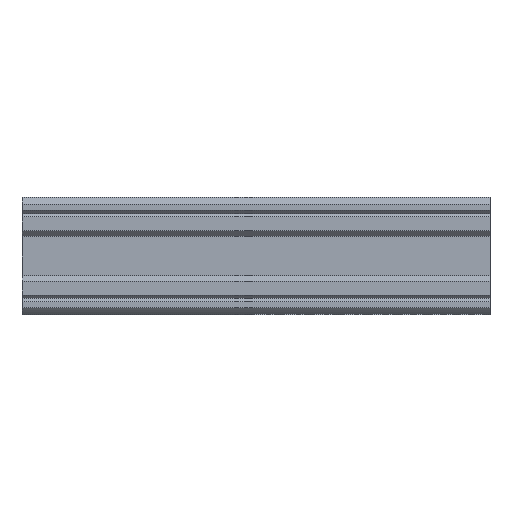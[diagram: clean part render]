
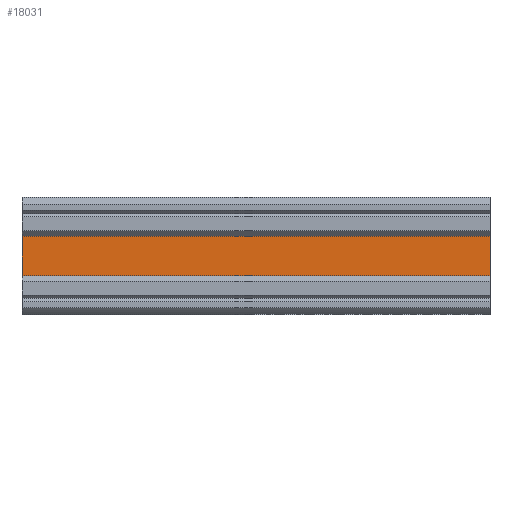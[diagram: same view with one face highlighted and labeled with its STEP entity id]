
A CAD part, left-side view. The second image highlights one B-rep face of the part: STEP entity #18031.
In plain terms, the highlighted planar face has unit normal (-1, 0, 0).
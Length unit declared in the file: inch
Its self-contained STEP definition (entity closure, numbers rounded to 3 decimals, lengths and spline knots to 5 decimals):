
#10 = CARTESIAN_POINT ( 'NONE',  ( -0.2145, 3., -0.18217 ) ) ;
#868 = VECTOR ( 'NONE', #33046, 39.37008 ) ;
#3915 = EDGE_CURVE ( 'NONE', #32792, #26788, #9434, .T. ) ;
#5037 = FACE_OUTER_BOUND ( 'NONE', #23993, .T. ) ;
#7438 = VERTEX_POINT ( 'NONE', #9693 ) ;
#9434 = LINE ( 'NONE', #15000, #28755 ) ;
#9664 = CARTESIAN_POINT ( 'NONE',  ( -0.2145, 3., 0. ) ) ;
#9693 = CARTESIAN_POINT ( 'NONE',  ( -0.2145, 3., 0.18217 ) ) ;
#10445 = DIRECTION ( 'NONE',  ( 0., 0., 1. ) ) ;
#11741 = AXIS2_PLACEMENT_3D ( 'NONE', #18108, #20643, #31014 ) ;
#12754 = ORIENTED_EDGE ( 'NONE', *, *, #3915, .T. ) ;
#15000 = CARTESIAN_POINT ( 'NONE',  ( -0.2145, 3., -0.18217 ) ) ;
#15589 = PLANE ( 'NONE',  #11741 ) ;
#15903 = CARTESIAN_POINT ( 'NONE',  ( -0.2145, 0., -0.18217 ) ) ;
#16648 = ORIENTED_EDGE ( 'NONE', *, *, #30928, .F. ) ;
#17539 = DIRECTION ( 'NONE',  ( 0., -1., 0. ) ) ;
#18009 = CARTESIAN_POINT ( 'NONE',  ( -0.2145, 0., 0. ) ) ;
#18031 = ADVANCED_FACE ( 'NONE', ( #5037 ), #15589, .F. ) ;
#18108 = CARTESIAN_POINT ( 'NONE',  ( -0.2145, 3.16603, 0. ) ) ;
#18303 = VERTEX_POINT ( 'NONE', #27804 ) ;
#20643 = DIRECTION ( 'NONE',  ( 1., 0., 0. ) ) ;
#22124 = LINE ( 'NONE', #9664, #25012 ) ;
#23315 = ORIENTED_EDGE ( 'NONE', *, *, #31962, .T. ) ;
#23454 = VECTOR ( 'NONE', #10445, 39.37008 ) ;
#23993 = EDGE_LOOP ( 'NONE', ( #30142, #12754, #23315, #16648 ) ) ;
#24474 = EDGE_CURVE ( 'NONE', #32792, #7438, #22124, .T. ) ;
#25012 = VECTOR ( 'NONE', #33317, 39.37008 ) ;
#26788 = VERTEX_POINT ( 'NONE', #15903 ) ;
#27804 = CARTESIAN_POINT ( 'NONE',  ( -0.2145, 0., 0.18217 ) ) ;
#27908 = CARTESIAN_POINT ( 'NONE',  ( -0.2145, 3., 0.18217 ) ) ;
#28755 = VECTOR ( 'NONE', #17539, 39.37008 ) ;
#30142 = ORIENTED_EDGE ( 'NONE', *, *, #24474, .F. ) ;
#30467 = LINE ( 'NONE', #18009, #23454 ) ;
#30928 = EDGE_CURVE ( 'NONE', #7438, #18303, #33741, .T. ) ;
#31014 = DIRECTION ( 'NONE',  ( 0., 0., -1. ) ) ;
#31962 = EDGE_CURVE ( 'NONE', #26788, #18303, #30467, .T. ) ;
#32792 = VERTEX_POINT ( 'NONE', #10 ) ;
#33046 = DIRECTION ( 'NONE',  ( 0., -1., 0. ) ) ;
#33317 = DIRECTION ( 'NONE',  ( 0., 0., 1. ) ) ;
#33741 = LINE ( 'NONE', #27908, #868 ) ;
